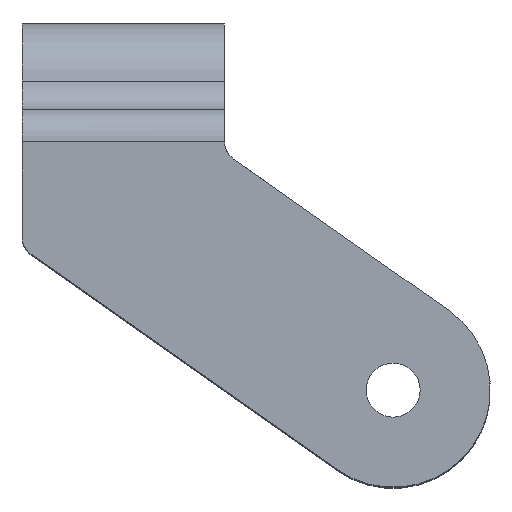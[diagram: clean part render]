
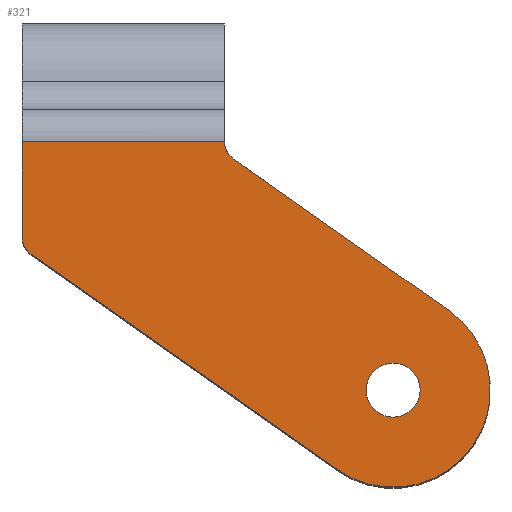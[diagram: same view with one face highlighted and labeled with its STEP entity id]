
A CAD part, top view. The second image highlights one B-rep face of the part: STEP entity #321.
In plain terms, the highlighted planar face has unit normal (0, 0, 1).
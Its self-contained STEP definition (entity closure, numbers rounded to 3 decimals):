
#4 = EDGE_CURVE ( 'NONE', #173, #873, #847, .T. ) ;
#15 = VECTOR ( 'NONE', #286, 1000. ) ;
#41 = CARTESIAN_POINT ( 'NONE',  ( 34.375, -11., 65. ) ) ;
#47 = CARTESIAN_POINT ( 'NONE',  ( 18.75, -11., 65. ) ) ;
#69 = ORIENTED_EDGE ( 'NONE', *, *, #965, .T. ) ;
#96 = AXIS2_PLACEMENT_3D ( 'NONE', #711, #106, #825 ) ;
#106 = DIRECTION ( 'NONE',  ( 0., 0., 1. ) ) ;
#110 = CARTESIAN_POINT ( 'NONE',  ( 19.599, -12.597, 65. ) ) ;
#131 = EDGE_CURVE ( 'NONE', #193, #349, #1113, .T. ) ;
#166 = CIRCLE ( 'NONE', #1138, 2.5 ) ;
#173 = VERTEX_POINT ( 'NONE', #1078 ) ;
#191 = DIRECTION ( 'NONE',  ( 0.818, -0.575, 0. ) ) ;
#193 = VERTEX_POINT ( 'NONE', #1272 ) ;
#199 = PLANE ( 'NONE',  #1252 ) ;
#215 = DIRECTION ( 'NONE',  ( 0., 0., 1. ) ) ;
#221 = CARTESIAN_POINT ( 'NONE',  ( 34.375, -34., 65. ) ) ;
#245 = CARTESIAN_POINT ( 'NONE',  ( 31.875, -34., 65. ) ) ;
#249 = CIRCLE ( 'NONE', #96, 2.5 ) ;
#286 = DIRECTION ( 'NONE',  ( 0., -1., 0. ) ) ;
#295 = CARTESIAN_POINT ( 'NONE',  ( 0.849, -21.413, 65. ) ) ;
#309 = VECTOR ( 'NONE', #995, 1000. ) ;
#316 = EDGE_CURVE ( 'NONE', #873, #682, #1140, .T. ) ;
#317 = CARTESIAN_POINT ( 'NONE',  ( 34.375, -34., 65. ) ) ;
#321 = ADVANCED_FACE ( 'NONE', ( #345, #1154 ), #199, .T. ) ;
#345 = FACE_BOUND ( 'NONE', #473, .T. ) ;
#349 = VERTEX_POINT ( 'NONE', #110 ) ;
#381 = EDGE_CURVE ( 'NONE', #538, #193, #1042, .T. ) ;
#406 = CARTESIAN_POINT ( 'NONE',  ( 34.375, -34., 65. ) ) ;
#409 = DIRECTION ( 'NONE',  ( 1., 0., 0. ) ) ;
#411 = CARTESIAN_POINT ( 'NONE',  ( 2., -19.778, 65. ) ) ;
#438 = EDGE_CURVE ( 'NONE', #682, #538, #1110, .T. ) ;
#455 = DIRECTION ( 'NONE',  ( -1., 0., 0. ) ) ;
#467 = AXIS2_PLACEMENT_3D ( 'NONE', #908, #501, #494 ) ;
#473 = EDGE_LOOP ( 'NONE', ( #998, #564 ) ) ;
#479 = CARTESIAN_POINT ( 'NONE',  ( 0., 0., 65. ) ) ;
#494 = DIRECTION ( 'NONE',  ( 1., 0., 0. ) ) ;
#501 = DIRECTION ( 'NONE',  ( 0., 0., -1. ) ) ;
#502 = CARTESIAN_POINT ( 'NONE',  ( 0., -20.816, 65. ) ) ;
#531 = CARTESIAN_POINT ( 'NONE',  ( 29.196, -41.36, 65. ) ) ;
#538 = VERTEX_POINT ( 'NONE', #531 ) ;
#549 = ORIENTED_EDGE ( 'NONE', *, *, #381, .T. ) ;
#564 = ORIENTED_EDGE ( 'NONE', *, *, #1035, .F. ) ;
#582 = CARTESIAN_POINT ( 'NONE',  ( 0., -19.778, 65. ) ) ;
#586 = VECTOR ( 'NONE', #191, 1000. ) ;
#608 = ORIENTED_EDGE ( 'NONE', *, *, #4, .T. ) ;
#609 = DIRECTION ( 'NONE',  ( 0., 0., 1. ) ) ;
#682 = VERTEX_POINT ( 'NONE', #295 ) ;
#703 = VERTEX_POINT ( 'NONE', #47 ) ;
#704 = DIRECTION ( 'NONE',  ( 0., 0., 1. ) ) ;
#711 = CARTESIAN_POINT ( 'NONE',  ( 34.375, -34., 65. ) ) ;
#805 = ORIENTED_EDGE ( 'NONE', *, *, #316, .T. ) ;
#818 = EDGE_CURVE ( 'NONE', #703, #173, #957, .T. ) ;
#820 = DIRECTION ( 'NONE',  ( 1., 0., 0. ) ) ;
#825 = DIRECTION ( 'NONE',  ( 1., 0., 0. ) ) ;
#841 = VERTEX_POINT ( 'NONE', #245 ) ;
#847 = LINE ( 'NONE', #479, #15 ) ;
#873 = VERTEX_POINT ( 'NONE', #582 ) ;
#892 = AXIS2_PLACEMENT_3D ( 'NONE', #221, #215, #1192 ) ;
#908 = CARTESIAN_POINT ( 'NONE',  ( 20.75, -10.962, 65. ) ) ;
#957 = LINE ( 'NONE', #41, #1290 ) ;
#965 = EDGE_CURVE ( 'NONE', #349, #703, #1295, .T. ) ;
#985 = ORIENTED_EDGE ( 'NONE', *, *, #438, .T. ) ;
#995 = DIRECTION ( 'NONE',  ( -0.818, 0.575, 0. ) ) ;
#998 = ORIENTED_EDGE ( 'NONE', *, *, #1011, .F. ) ;
#1011 = EDGE_CURVE ( 'NONE', #1286, #841, #166, .T. ) ;
#1018 = DIRECTION ( 'NONE',  ( 1., 0., 0. ) ) ;
#1035 = EDGE_CURVE ( 'NONE', #841, #1286, #249, .T. ) ;
#1042 = CIRCLE ( 'NONE', #892, 9. ) ;
#1057 = AXIS2_PLACEMENT_3D ( 'NONE', #411, #609, #820 ) ;
#1076 = CARTESIAN_POINT ( 'NONE',  ( 36.875, -34., 65. ) ) ;
#1078 = CARTESIAN_POINT ( 'NONE',  ( 0., -11., 65. ) ) ;
#1103 = EDGE_LOOP ( 'NONE', ( #69, #1267, #608, #805, #985, #549, #1132 ) ) ;
#1110 = LINE ( 'NONE', #502, #586 ) ;
#1113 = LINE ( 'NONE', #1204, #309 ) ;
#1132 = ORIENTED_EDGE ( 'NONE', *, *, #131, .T. ) ;
#1138 = AXIS2_PLACEMENT_3D ( 'NONE', #406, #1188, #409 ) ;
#1140 = CIRCLE ( 'NONE', #1057, 2. ) ;
#1154 = FACE_OUTER_BOUND ( 'NONE', #1103, .T. ) ;
#1188 = DIRECTION ( 'NONE',  ( 0., 0., 1. ) ) ;
#1192 = DIRECTION ( 'NONE',  ( 1., 0., 0. ) ) ;
#1204 = CARTESIAN_POINT ( 'NONE',  ( 39.554, -26.64, 65. ) ) ;
#1252 = AXIS2_PLACEMENT_3D ( 'NONE', #317, #704, #1018 ) ;
#1267 = ORIENTED_EDGE ( 'NONE', *, *, #818, .T. ) ;
#1272 = CARTESIAN_POINT ( 'NONE',  ( 39.554, -26.64, 65. ) ) ;
#1286 = VERTEX_POINT ( 'NONE', #1076 ) ;
#1290 = VECTOR ( 'NONE', #455, 1000. ) ;
#1295 = CIRCLE ( 'NONE', #467, 2. ) ;
